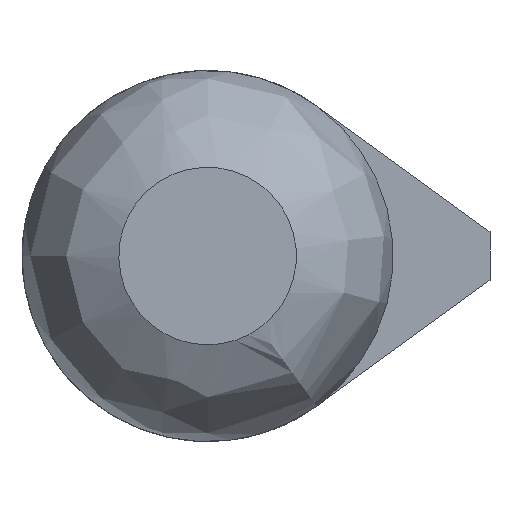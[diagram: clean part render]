
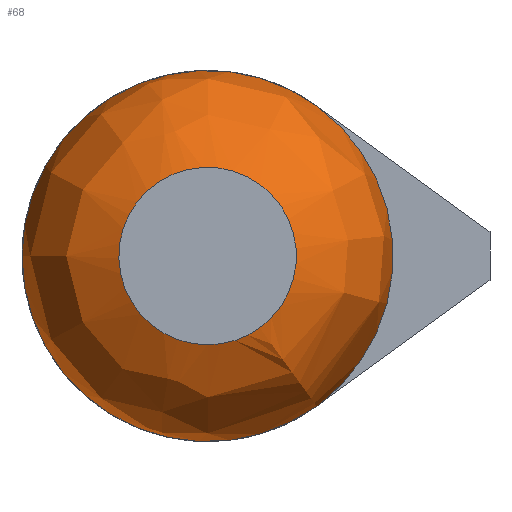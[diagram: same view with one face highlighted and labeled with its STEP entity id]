
A CAD part, front view. The second image highlights one B-rep face of the part: STEP entity #68.
In plain terms, the highlighted free-form (B-spline) face has degree [3, 3] with [4, 7] control points.
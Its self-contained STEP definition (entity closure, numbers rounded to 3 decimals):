
#68 = ADVANCED_FACE( '', ( #152, #153 ), #154, .T. );
#152 = FACE_OUTER_BOUND( '', #320, .T. );
#153 = FACE_OUTER_BOUND( '', #321, .T. );
#154 = ( BOUNDED_SURFACE(  )B_SPLINE_SURFACE( 3, 3, ( ( #324, #325, #326, #327, #328, #329, #330 ), ( #331, #332, #333, #334, #335, #336, #337 ), ( #338, #339, #340, #341, #342, #343, #344 ), ( #345, #346, #347, #348, #349, #350, #351 ) ), .UNSPECIFIED., .F., .T., .F. )B_SPLINE_SURFACE_WITH_KNOTS( ( 4, 4 ), ( 4, 3, 4 ), ( 0., 6.283 ), ( -0.093, 0.615, 1.323 ), .UNSPECIFIED. )GEOMETRIC_REPRESENTATION_ITEM(  )RATIONAL_B_SPLINE_SURFACE( ( ( 1., 0.333, 0.333, 1., 0.333, 0.333, 1. ), ( 0.84, 0.28, 0.28, 0.84, 0.28, 0.28, 0.84 ), ( 0.84, 0.28, 0.28, 0.84, 0.28, 0.28, 0.84 ), ( 1., 0.333, 0.333, 1., 0.333, 0.333, 1. ) ) )REPRESENTATION_ITEM( '' )SURFACE(  ) );
#320 = EDGE_LOOP( '', ( #475, #476 ) );
#321 = EDGE_LOOP( '', ( #477 ) );
#324 = CARTESIAN_POINT( '', ( 0., -98.5, -5.5 ) );
#325 = CARTESIAN_POINT( '', ( 11., -98.5, -5.5 ) );
#326 = CARTESIAN_POINT( '', ( 11., -98.5, 5.5 ) );
#327 = CARTESIAN_POINT( '', ( 0., -98.5, 5.5 ) );
#328 = CARTESIAN_POINT( '', ( -11., -98.5, 5.5 ) );
#329 = CARTESIAN_POINT( '', ( -11., -98.5, -5.5 ) );
#330 = CARTESIAN_POINT( '', ( 0., -98.5, -5.5 ) );
#331 = CARTESIAN_POINT( '', ( 0., -97.486, -9.503 ) );
#332 = CARTESIAN_POINT( '', ( 19.006, -97.486, -9.503 ) );
#333 = CARTESIAN_POINT( '', ( 19.006, -97.486, 9.503 ) );
#334 = CARTESIAN_POINT( '', ( 0., -97.486, 9.503 ) );
#335 = CARTESIAN_POINT( '', ( -19.006, -97.486, 9.503 ) );
#336 = CARTESIAN_POINT( '', ( -19.006, -97.486, -9.503 ) );
#337 = CARTESIAN_POINT( '', ( 0., -97.486, -9.503 ) );
#338 = CARTESIAN_POINT( '', ( 0., -94.112, -11.885 ) );
#339 = CARTESIAN_POINT( '', ( 23.769, -94.112, -11.885 ) );
#340 = CARTESIAN_POINT( '', ( 23.769, -94.112, 11.885 ) );
#341 = CARTESIAN_POINT( '', ( 0., -94.112, 11.885 ) );
#342 = CARTESIAN_POINT( '', ( -23.769, -94.112, 11.885 ) );
#343 = CARTESIAN_POINT( '', ( -23.769, -94.112, -11.885 ) );
#344 = CARTESIAN_POINT( '', ( 0., -94.112, -11.885 ) );
#345 = CARTESIAN_POINT( '', ( 0., -90., -11.5 ) );
#346 = CARTESIAN_POINT( '', ( 23., -90., -11.5 ) );
#347 = CARTESIAN_POINT( '', ( 23., -90., 11.5 ) );
#348 = CARTESIAN_POINT( '', ( 0., -90., 11.5 ) );
#349 = CARTESIAN_POINT( '', ( -23., -90., 11.5 ) );
#350 = CARTESIAN_POINT( '', ( -23., -90., -11.5 ) );
#351 = CARTESIAN_POINT( '', ( 0., -90., -11.5 ) );
#475 = ORIENTED_EDGE( '', *, *, #588, .F. );
#476 = ORIENTED_EDGE( '', *, *, #623, .F. );
#477 = ORIENTED_EDGE( '', *, *, #624, .F. );
#588 = EDGE_CURVE( '', #652, #655, #656, .T. );
#623 = EDGE_CURVE( '', #655, #652, #710, .T. );
#624 = EDGE_CURVE( '', #711, #711, #712, .T. );
#652 = VERTEX_POINT( '', #745 );
#655 = VERTEX_POINT( '', #749 );
#656 = CIRCLE( '', #750, 11.5 );
#710 = CIRCLE( '', #816, 11.5 );
#711 = VERTEX_POINT( '', #817 );
#712 = CIRCLE( '', #818, 5.5 );
#745 = CARTESIAN_POINT( '', ( 6.76, -90., 9.304 ) );
#749 = CARTESIAN_POINT( '', ( 6.76, -90., -9.304 ) );
#750 = AXIS2_PLACEMENT_3D( '', #858, #859, #860 );
#816 = AXIS2_PLACEMENT_3D( '', #909, #910, #911 );
#817 = CARTESIAN_POINT( '', ( 0., -98.5, -5.5 ) );
#818 = AXIS2_PLACEMENT_3D( '', #912, #913, #914 );
#858 = CARTESIAN_POINT( '', ( 0., -90., 0. ) );
#859 = DIRECTION( '', ( 0., 1., 0. ) );
#860 = DIRECTION( '', ( 0., 0., 1. ) );
#909 = CARTESIAN_POINT( '', ( 0., -90., 0. ) );
#910 = DIRECTION( '', ( 0., 1., 0. ) );
#911 = DIRECTION( '', ( 1., 0., 0. ) );
#912 = CARTESIAN_POINT( '', ( 0., -98.5, 0. ) );
#913 = DIRECTION( '', ( 0., -1., 0. ) );
#914 = DIRECTION( '', ( 0., 0., -1. ) );
